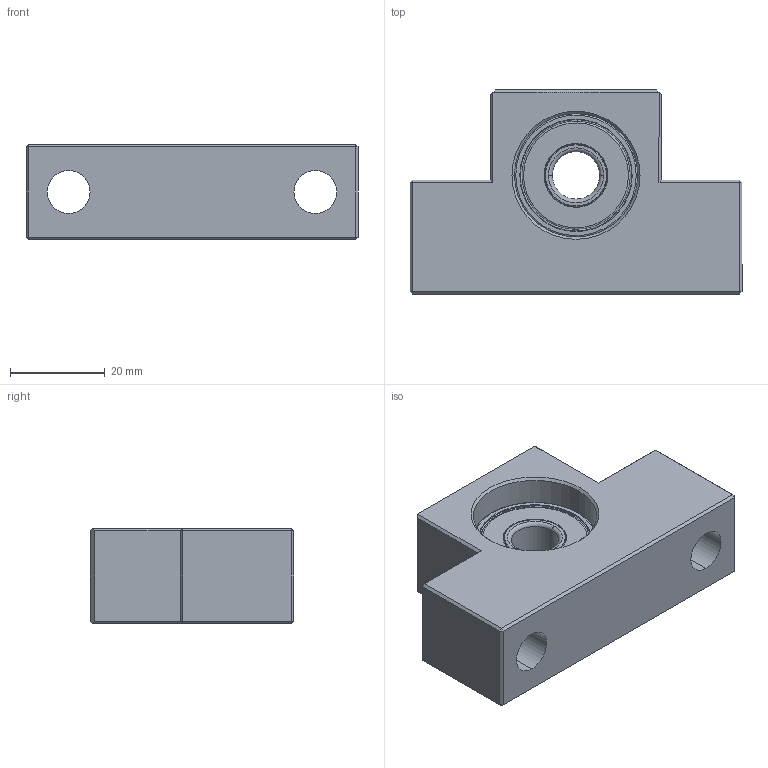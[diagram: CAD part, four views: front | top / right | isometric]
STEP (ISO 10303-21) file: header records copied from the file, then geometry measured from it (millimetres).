
FILE_DESCRIPTION (( 'STEP AP203' ), '1' );
FILE_NAME ('EF12²Õ¦X¥ó.STEP', '2010-10-04T07:38:43', ( '' ), ( '' ), 'SwSTEP 2.0', 'SolidWorks 2008', '' );
FILE_SCHEMA (( 'CONFIG_CONTROL_DESIGN' ));
Length unit declared in the file: millimetre
Products named in the file (1): EF12組合件
Bounding box: 70 x 43 x 20 mm (x, y, z)
Volume: 36029.8 mm3; surface area: 14752.8 mm2
Topology: 13 solids, 13 shells, 176 faces, 384 edges, 222 vertices
Faces by surface type: torus 66, plane 52, cylinder 34, sphere 16, cone 8
Entity records: 4577 total; most frequent: DIRECTION 918, CARTESIAN_POINT 719, ORIENTED_EDGE 688, AXIS2_PLACEMENT_3D 397, EDGE_CURVE 344, CIRCLE 220, VERTEX_POINT 198, EDGE_LOOP 194
